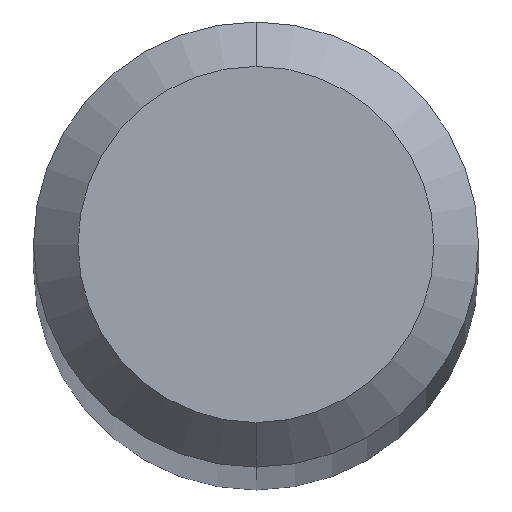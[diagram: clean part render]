
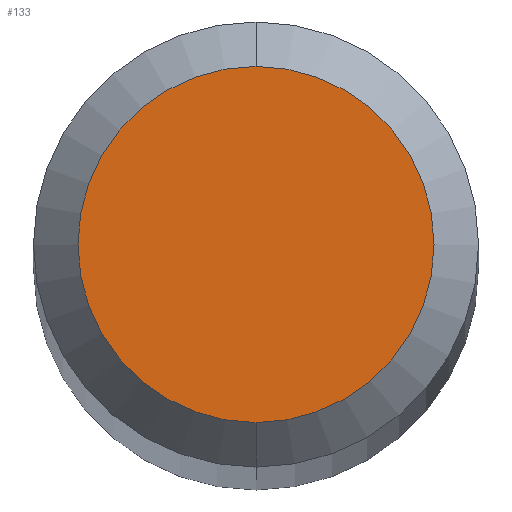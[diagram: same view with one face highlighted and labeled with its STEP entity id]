
A CAD part, top view. The second image highlights one B-rep face of the part: STEP entity #133.
In plain terms, the highlighted planar face has unit normal (0, 0, 1).
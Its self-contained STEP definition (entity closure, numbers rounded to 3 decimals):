
#29 = AXIS2_PLACEMENT_3D ( 'NONE', #212, #149, #178 ) ;
#31 = EDGE_CURVE ( 'NONE', #54, #76, #113, .T. ) ;
#34 = FACE_OUTER_BOUND ( 'NONE', #86, .T. ) ;
#43 = CARTESIAN_POINT ( 'NONE',  ( 0., 0., 0. ) ) ;
#44 = DIRECTION ( 'NONE',  ( 0., 1., 0. ) ) ;
#54 = VERTEX_POINT ( 'NONE', #96 ) ;
#56 = CARTESIAN_POINT ( 'NONE',  ( 0., 0., 0. ) ) ;
#64 = AXIS2_PLACEMENT_3D ( 'NONE', #56, #114, #44 ) ;
#66 = CIRCLE ( 'NONE', #64, 0.645 ) ;
#75 = DIRECTION ( 'NONE',  ( 0., 1., 0. ) ) ;
#76 = VERTEX_POINT ( 'NONE', #163 ) ;
#86 = EDGE_LOOP ( 'NONE', ( #156, #155 ) ) ;
#96 = CARTESIAN_POINT ( 'NONE',  ( 0., -0.645, 0. ) ) ;
#101 = DIRECTION ( 'NONE',  ( 0., 0., 1. ) ) ;
#113 = CIRCLE ( 'NONE', #129, 0.645 ) ;
#114 = DIRECTION ( 'NONE',  ( 0., 0., 1. ) ) ;
#117 = PLANE ( 'NONE',  #29 ) ;
#122 = EDGE_CURVE ( 'NONE', #76, #54, #66, .T. ) ;
#129 = AXIS2_PLACEMENT_3D ( 'NONE', #43, #101, #75 ) ;
#133 = ADVANCED_FACE ( 'NONE', ( #34 ), #117, .F. ) ;
#149 = DIRECTION ( 'NONE',  ( 0., 0., -1. ) ) ;
#155 = ORIENTED_EDGE ( 'NONE', *, *, #31, .T. ) ;
#156 = ORIENTED_EDGE ( 'NONE', *, *, #122, .T. ) ;
#163 = CARTESIAN_POINT ( 'NONE',  ( 0., 0.645, 0. ) ) ;
#178 = DIRECTION ( 'NONE',  ( 0., 1., 0. ) ) ;
#212 = CARTESIAN_POINT ( 'NONE',  ( 0., 0.806, 0. ) ) ;
